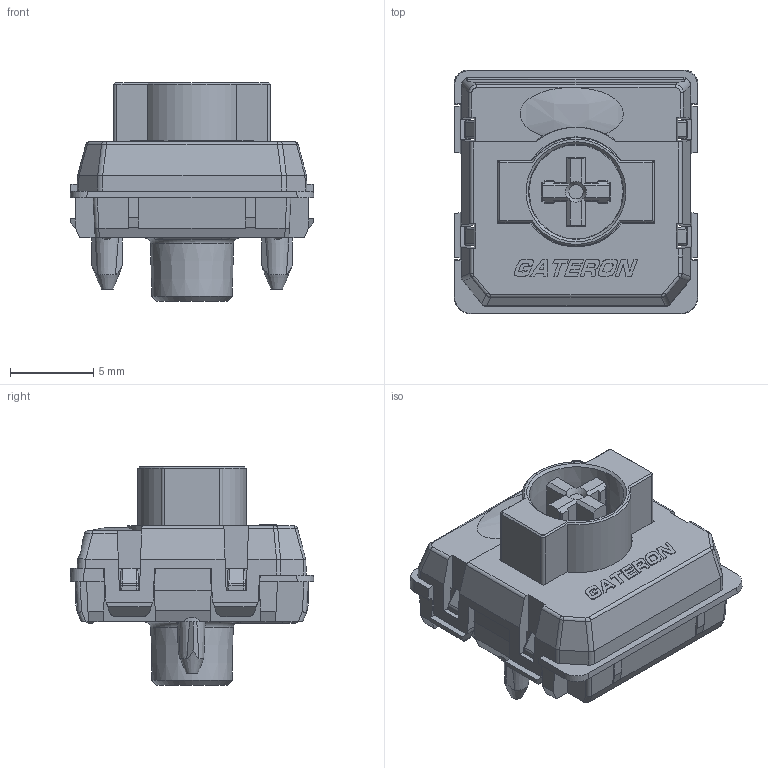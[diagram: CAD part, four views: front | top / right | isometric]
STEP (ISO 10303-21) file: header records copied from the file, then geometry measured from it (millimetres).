
FILE_DESCRIPTION(/* description */ (''),/* implementation_level */ '2;1');
FILE_NAME(/* name */ 'KS-33CH10B060NW-X5-FB.stp',/* time_stamp */ '2024-09-20T15:55:40+08:00',/* author */ (''),/* organization */ (''),/* preprocessor_version */ 'ST-DEVELOPER v11',/* originating_system */ 'SIEMENS UGS NX 6.0',/* authorisation */ '');
FILE_SCHEMA (('CONFIG_CONTROL_DESIGN'));
Length unit declared in the file: millimetre
Products named in the file (1): RD-0BD453pza
Bounding box: 14.6 x 14.6 x 13.1 mm (x, y, z)
Volume: 1141.1 mm3; surface area: 1267.9 mm2
Topology: 1 solids, 1 shells, 728 faces, 2019 edges, 1321 vertices
Faces by surface type: plane 472, cylinder 112, extrusion 91, bspline 25, cone 22, torus 6
Entity records: 24944 total; most frequent: CARTESIAN_POINT 7026, ORIENTED_EDGE 4004, DIRECTION 3160, EDGE_CURVE 2002, VECTOR 1376, VERTEX_POINT 1319, LINE 1285, AXIS2_PLACEMENT_3D 892
